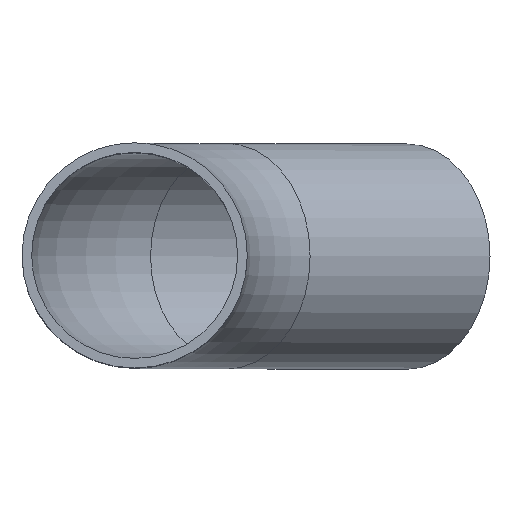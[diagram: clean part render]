
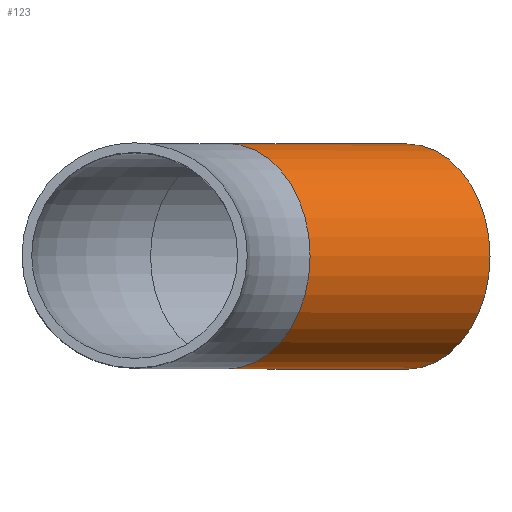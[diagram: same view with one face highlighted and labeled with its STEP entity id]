
A CAD part, top view. The second image highlights one B-rep face of the part: STEP entity #123.
In plain terms, the highlighted cylindrical face has radius 17.5 mm (diameter 35 mm), a full revolution.
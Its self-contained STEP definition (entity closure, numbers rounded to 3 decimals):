
#96=CARTESIAN_POINT('',(14.306,0.0,-37.0));
#97=DIRECTION('',(0.673,0.0,-0.74));
#98=DIRECTION('',(0.74,0.0,0.673));
#99=AXIS2_PLACEMENT_3D('',#96,#97,#98);
#100=CYLINDRICAL_SURFACE('',#99,17.5);
#101=CARTESIAN_POINT('',(29.299,0.,-79.504));
#102=VERTEX_POINT('',#101);
#103=CARTESIAN_POINT('',(42.247,0.0,-67.731));
#104=DIRECTION('',(-0.673,0.0,0.74));
#105=DIRECTION('',(0.74,0.0,0.673));
#106=AXIS2_PLACEMENT_3D('',#103,#104,#105);
#107=CIRCLE('',#106,17.5);
#108=EDGE_CURVE('',#102,#102,#107,.T.);
#109=ORIENTED_EDGE('',*,*,#108,.T.);
#110=EDGE_LOOP('',(#109));
#111=FACE_OUTER_BOUND('',#110,.T.);
#112=CARTESIAN_POINT('',(1.358,0.,-48.773));
#113=VERTEX_POINT('',#112);
#114=CARTESIAN_POINT('',(14.306,0.0,-37.0));
#115=DIRECTION('',(-0.673,0.0,0.74));
#116=DIRECTION('',(-0.74,0.0,-0.673));
#117=AXIS2_PLACEMENT_3D('',#114,#115,#116);
#118=CIRCLE('',#117,17.5);
#119=EDGE_CURVE('',#113,#113,#118,.T.);
#120=ORIENTED_EDGE('',*,*,#119,.F.);
#121=EDGE_LOOP('',(#120));
#122=FACE_BOUND('',#121,.T.);
#123=ADVANCED_FACE('',(#111,#122),#100,.T.);
